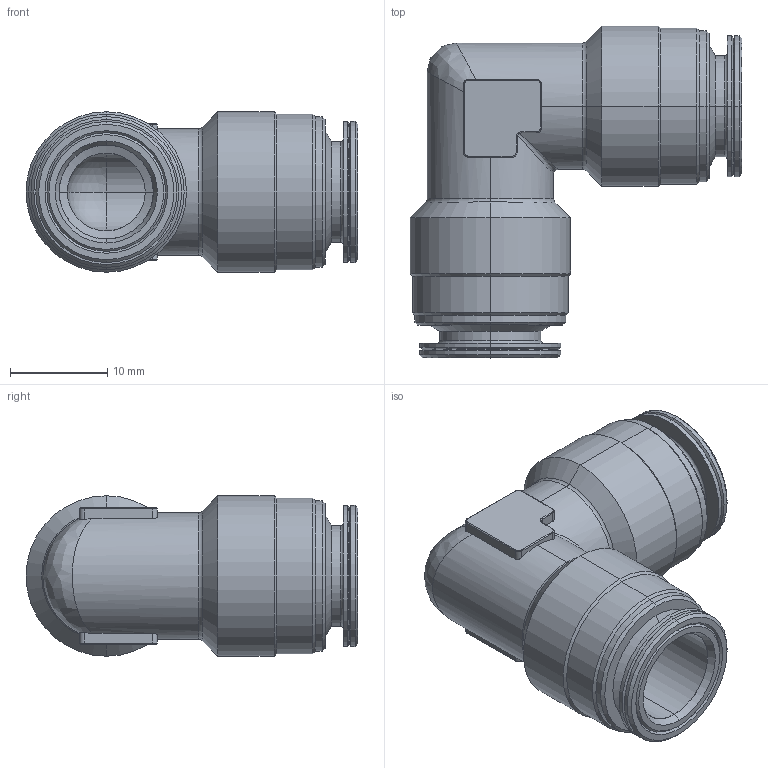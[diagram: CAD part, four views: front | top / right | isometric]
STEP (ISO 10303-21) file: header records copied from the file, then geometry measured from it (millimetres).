
FILE_DESCRIPTION (( 'STEP AP203' ), '1' );
FILE_NAME ('MM185050.STEP', '2010-08-06T09:33:41', ( '' ), ( 'sopra-pneumatic' ), 'SwSTEP 2.0', 'SolidWorks 2009', '' );
FILE_SCHEMA (( 'CONFIG_CONTROL_DESIGN' ));
Length unit declared in the file: millimetre
Products named in the file (1): MM185050
Bounding box: 34.12 x 34.12 x 16.5 mm (x, y, z)
Volume: 5172.8 mm3; surface area: 4481 mm2
Topology: 1 solids, 1 shells, 160 faces, 355 edges, 203 vertices
Faces by surface type: cylinder 64, cone 48, plane 24, torus 20, sphere 2, bspline 2
Entity records: 5147 total; most frequent: CARTESIAN_POINT 1483, DIRECTION 828, ORIENTED_EDGE 706, EDGE_CURVE 353, AXIS2_PLACEMENT_3D 342, VERTEX_POINT 203, CIRCLE 183, EDGE_LOOP 170
